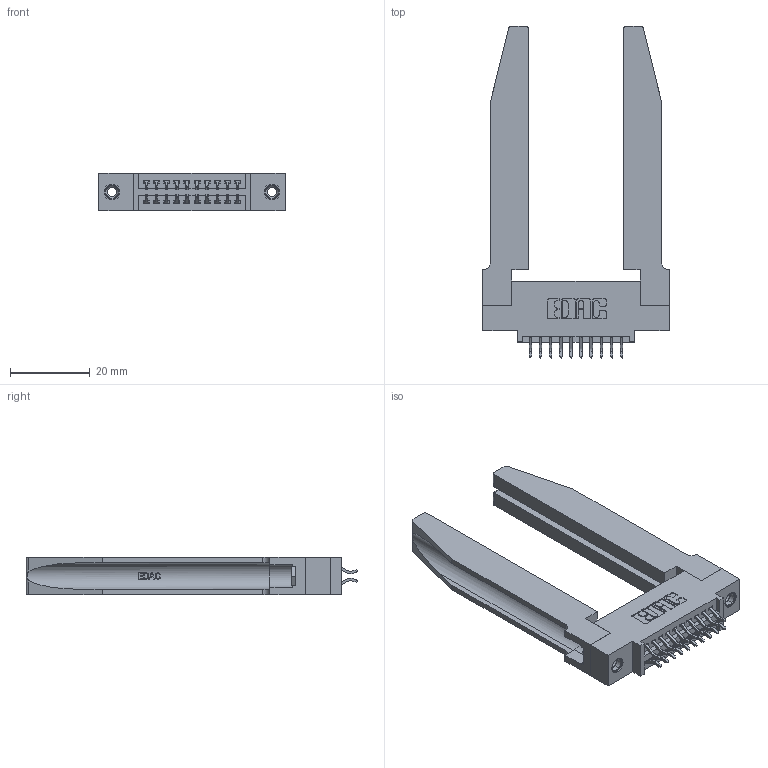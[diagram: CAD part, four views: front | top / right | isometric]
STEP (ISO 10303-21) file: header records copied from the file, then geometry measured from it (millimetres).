
FILE_DESCRIPTION (( 'STEP AP203' ), '1' );
FILE_NAME ('345-020-556-578.STEP', '2019-10-27T09:15:29', ( '' ), ( '' ), 'SwSTEP 2.0', 'SolidWorks 2016', '' );
FILE_SCHEMA (( 'CONFIG_CONTROL_DESIGN' ));
Length unit declared in the file: inch
Products named in the file (5): 345-292-001_556 Tail; 345-220-078_345-220-078; 345-020-556-578; 345 Part_0.110 Offset - 0.156 Dia-TH; 345-250-001_345-250-001-102
Assembly tree (25 placements, depth 2):
  345-020-556-578
    345 Part_0.110 Offset - 0.156 Dia-TH
    345-292-001_556 Tail  x20
    345-250-001_345-250-001-102  x2
    345-220-078_345-220-078  x2
Bounding box: 46.63 x 82.99 x 9.4 mm (x, y, z)
Volume: 11929.4 mm3; surface area: 12441.6 mm2
Topology: 25 solids, 25 shells, 1484 faces, 4301 edges, 2830 vertices
Faces by surface type: plane 966, cylinder 466, bspline 36, cone 12, torus 4
Entity records: 17246 total; most frequent: CARTESIAN_POINT 3855, ORIENTED_EDGE 2674, DIRECTION 2419, EDGE_CURVE 1337, LINE 1063, VECTOR 1063, VERTEX_POINT 884, AXIS2_PLACEMENT_3D 678
